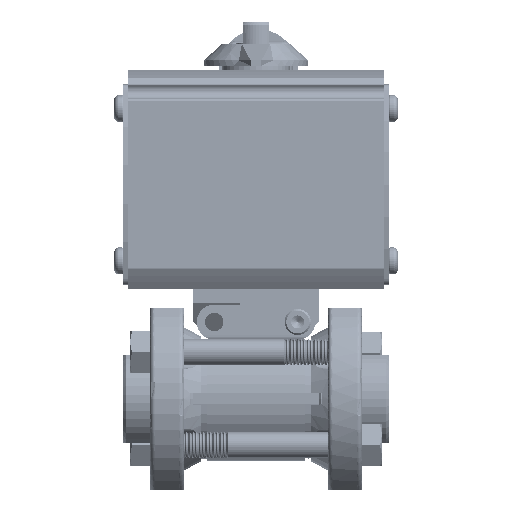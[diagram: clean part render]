
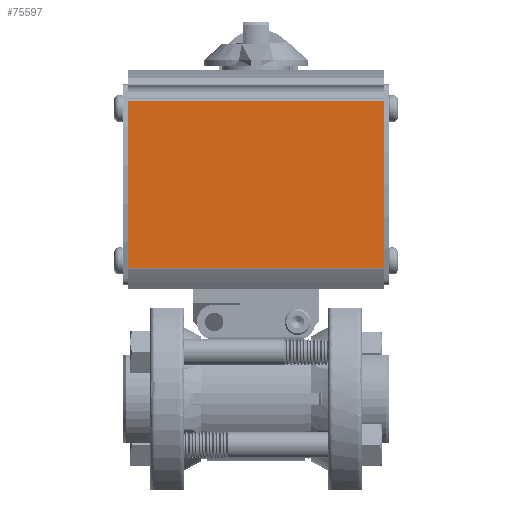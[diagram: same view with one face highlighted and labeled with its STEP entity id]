
A CAD part, top view. The second image highlights one B-rep face of the part: STEP entity #75597.
In plain terms, the highlighted planar face has unit normal (0, 0, 1).
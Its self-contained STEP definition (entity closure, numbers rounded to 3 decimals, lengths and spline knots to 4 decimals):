
#1254 = VERTEX_POINT ( 'NONE', #163453 ) ;
#7533 = CARTESIAN_POINT ( 'NONE',  ( -5.0403, 3.5621, 1.17 ) ) ;
#21813 = EDGE_LOOP ( 'NONE', ( #55056, #189299, #34246, #87624 ) ) ;
#26552 = LINE ( 'NONE', #7533, #136398 ) ;
#26579 = DIRECTION ( 'NONE',  ( 1., 0., 0. ) ) ;
#32975 = CARTESIAN_POINT ( 'NONE',  ( -1.5275, 3.5694, 1.17 ) ) ;
#34246 = ORIENTED_EDGE ( 'NONE', *, *, #114059, .F. ) ;
#34910 = FACE_OUTER_BOUND ( 'NONE', #21813, .T. ) ;
#42262 = DIRECTION ( 'NONE',  ( 0., 0., -1. ) ) ;
#43685 = LINE ( 'NONE', #32975, #118484 ) ;
#55056 = ORIENTED_EDGE ( 'NONE', *, *, #65904, .F. ) ;
#55801 = DIRECTION ( 'NONE',  ( 0., -1., 0. ) ) ;
#56001 = CARTESIAN_POINT ( 'NONE',  ( -5.0403, 3.5694, 1.17 ) ) ;
#56580 = VECTOR ( 'NONE', #26579, 39.3701 ) ;
#58913 = AXIS2_PLACEMENT_3D ( 'NONE', #56001, #42262, #146826 ) ;
#59555 = CARTESIAN_POINT ( 'NONE',  ( -1.5275, 3.5621, 1.17 ) ) ;
#59766 = VERTEX_POINT ( 'NONE', #135092 ) ;
#65904 = EDGE_CURVE ( 'NONE', #59766, #1254, #139485, .T. ) ;
#75597 = ADVANCED_FACE ( 'NONE', ( #34910 ), #131778, .F. ) ;
#87624 = ORIENTED_EDGE ( 'NONE', *, *, #122147, .T. ) ;
#99764 = VECTOR ( 'NONE', #55801, 39.3701 ) ;
#100248 = CARTESIAN_POINT ( 'NONE',  ( 1.5275, 3.5694, 1.17 ) ) ;
#114059 = EDGE_CURVE ( 'NONE', #188621, #119843, #43685, .T. ) ;
#118484 = VECTOR ( 'NONE', #137511, 39.3701 ) ;
#119440 = EDGE_CURVE ( 'NONE', #59766, #119843, #26552, .T. ) ;
#119843 = VERTEX_POINT ( 'NONE', #59555 ) ;
#122147 = EDGE_CURVE ( 'NONE', #188621, #1254, #171258, .T. ) ;
#131778 = PLANE ( 'NONE',  #58913 ) ;
#135092 = CARTESIAN_POINT ( 'NONE',  ( 1.5275, 3.5621, 1.17 ) ) ;
#136398 = VECTOR ( 'NONE', #171544, 39.3701 ) ;
#137511 = DIRECTION ( 'NONE',  ( 0., 1., 0. ) ) ;
#139485 = LINE ( 'NONE', #100248, #99764 ) ;
#146168 = CARTESIAN_POINT ( 'NONE',  ( -5.0403, 1.5679, 1.17 ) ) ;
#146826 = DIRECTION ( 'NONE',  ( 0., -1., 0. ) ) ;
#163453 = CARTESIAN_POINT ( 'NONE',  ( 1.5275, 1.5679, 1.17 ) ) ;
#171258 = LINE ( 'NONE', #146168, #56580 ) ;
#171544 = DIRECTION ( 'NONE',  ( -1., 0., 0. ) ) ;
#176557 = CARTESIAN_POINT ( 'NONE',  ( -1.5275, 1.5679, 1.17 ) ) ;
#188621 = VERTEX_POINT ( 'NONE', #176557 ) ;
#189299 = ORIENTED_EDGE ( 'NONE', *, *, #119440, .T. ) ;
